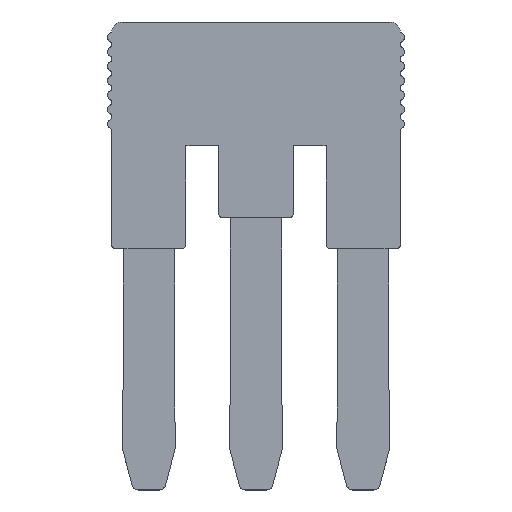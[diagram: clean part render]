
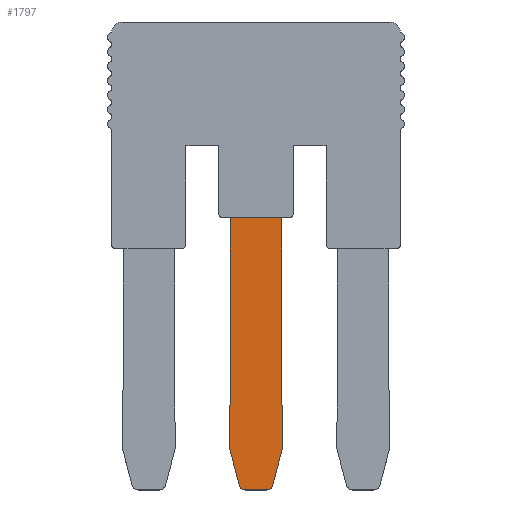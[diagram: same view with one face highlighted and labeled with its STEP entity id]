
A CAD part, top view. The second image highlights one B-rep face of the part: STEP entity #1797.
In plain terms, the highlighted planar face has unit normal (0, 0, 1).
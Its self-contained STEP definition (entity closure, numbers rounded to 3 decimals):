
#215=DIRECTION('',(1.,0.,0.));
#216=VECTOR('',#215,2.5);
#217=CARTESIAN_POINT('',(-1.25,-9.5,0.8));
#218=LINE('',#217,#216);
#473=DIRECTION('',(0.,1.,0.));
#474=VECTOR('',#473,8.144);
#475=CARTESIAN_POINT('',(-1.25,-17.644,0.8));
#476=LINE('',#475,#474);
#477=DIRECTION('',(0.,-1.,0.));
#478=VECTOR('',#477,8.144);
#479=CARTESIAN_POINT('',(1.25,-9.5,0.8));
#480=LINE('',#479,#478);
#781=DIRECTION('',(-0.012,1.,0.));
#782=VECTOR('',#781,2.557);
#783=CARTESIAN_POINT('',(1.28,-20.201,0.8));
#784=LINE('',#783,#782);
#793=DIRECTION('',(0.,1.,0.));
#794=VECTOR('',#793,0.5);
#795=CARTESIAN_POINT('',(1.28,-20.701,0.8));
#796=LINE('',#795,#794);
#805=DIRECTION('',(0.258,0.966,0.));
#806=VECTOR('',#805,1.84);
#807=CARTESIAN_POINT('',(0.806,-22.478,0.8));
#808=LINE('',#807,#806);
#818=CARTESIAN_POINT('',(0.516,-22.401,0.8));
#819=DIRECTION('',(0.,0.,1.));
#820=DIRECTION('',(0.,-1.,0.));
#821=AXIS2_PLACEMENT_3D('',#818,#819,#820);
#831=DIRECTION('',(1.,0.,0.));
#832=VECTOR('',#831,1.031);
#833=CARTESIAN_POINT('',(-0.516,-22.701,0.8));
#834=LINE('',#833,#832);
#844=CARTESIAN_POINT('',(-0.516,-22.401,0.8));
#845=DIRECTION('',(0.,0.,1.));
#846=DIRECTION('',(-0.966,-0.258,0.));
#847=AXIS2_PLACEMENT_3D('',#844,#845,#846);
#857=DIRECTION('',(0.258,-0.966,0.));
#858=VECTOR('',#857,1.84);
#859=CARTESIAN_POINT('',(-1.28,-20.701,0.8));
#860=LINE('',#859,#858);
#869=DIRECTION('',(0.,-1.,0.));
#870=VECTOR('',#869,0.5);
#871=CARTESIAN_POINT('',(-1.28,-20.201,0.8));
#872=LINE('',#871,#870);
#881=DIRECTION('',(-0.012,-1.,0.));
#882=VECTOR('',#881,2.557);
#883=CARTESIAN_POINT('',(-1.25,-17.644,0.8));
#884=LINE('',#883,#882);
#1325=CARTESIAN_POINT('',(-1.25,-17.644,0.8));
#1326=CARTESIAN_POINT('',(-1.28,-20.201,0.8));
#1327=VERTEX_POINT('',#1325);
#1328=VERTEX_POINT('',#1326);
#1331=CARTESIAN_POINT('',(-1.28,-20.701,0.8));
#1332=VERTEX_POINT('',#1331);
#1335=CARTESIAN_POINT('',(-0.806,-22.478,0.8));
#1336=VERTEX_POINT('',#1335);
#1339=CARTESIAN_POINT('',(-0.516,-22.701,0.8));
#1340=VERTEX_POINT('',#1339);
#1343=CARTESIAN_POINT('',(0.516,-22.701,0.8));
#1344=VERTEX_POINT('',#1343);
#1347=CARTESIAN_POINT('',(0.806,-22.478,0.8));
#1348=VERTEX_POINT('',#1347);
#1351=CARTESIAN_POINT('',(1.28,-20.701,0.8));
#1352=VERTEX_POINT('',#1351);
#1355=CARTESIAN_POINT('',(1.28,-20.201,0.8));
#1356=VERTEX_POINT('',#1355);
#1359=CARTESIAN_POINT('',(1.25,-17.644,0.8));
#1360=VERTEX_POINT('',#1359);
#1362=CARTESIAN_POINT('',(-1.25,-9.5,0.8));
#1364=VERTEX_POINT('',#1362);
#1366=CARTESIAN_POINT('',(1.25,-9.5,0.8));
#1368=VERTEX_POINT('',#1366);
#1767=CARTESIAN_POINT('',(7.5,-22.701,0.8));
#1768=DIRECTION('',(0.,0.,-1.));
#1769=DIRECTION('',(0.,1.,0.));
#1770=AXIS2_PLACEMENT_3D('',#1767,#1768,#1769);
#1771=PLANE('',#1770);
#1773=ORIENTED_EDGE('',*,*,#1772,.T.);
#1774=ORIENTED_EDGE('',*,*,#1487,.T.);
#1776=ORIENTED_EDGE('',*,*,#1775,.T.);
#1778=ORIENTED_EDGE('',*,*,#1777,.F.);
#1780=ORIENTED_EDGE('',*,*,#1779,.F.);
#1782=ORIENTED_EDGE('',*,*,#1781,.F.);
#1784=ORIENTED_EDGE('',*,*,#1783,.F.);
#1786=ORIENTED_EDGE('',*,*,#1785,.F.);
#1788=ORIENTED_EDGE('',*,*,#1787,.F.);
#1790=ORIENTED_EDGE('',*,*,#1789,.F.);
#1792=ORIENTED_EDGE('',*,*,#1791,.F.);
#1794=ORIENTED_EDGE('',*,*,#1793,.F.);
#1795=EDGE_LOOP('',(#1773,#1774,#1776,#1778,#1780,#1782,#1784,#1786,#1788,#1790,
#1792,#1794));
#1796=FACE_OUTER_BOUND('',#1795,.F.);
#1797=ADVANCED_FACE('',(#1796),#1771,.F.);
#822=CIRCLE('',#821,0.3);
#848=CIRCLE('',#847,0.3);
#1487=EDGE_CURVE('',#1364,#1368,#218,.T.);
#1772=EDGE_CURVE('',#1327,#1364,#476,.T.);
#1775=EDGE_CURVE('',#1368,#1360,#480,.T.);
#1777=EDGE_CURVE('',#1356,#1360,#784,.T.);
#1779=EDGE_CURVE('',#1352,#1356,#796,.T.);
#1781=EDGE_CURVE('',#1348,#1352,#808,.T.);
#1783=EDGE_CURVE('',#1344,#1348,#822,.T.);
#1785=EDGE_CURVE('',#1340,#1344,#834,.T.);
#1787=EDGE_CURVE('',#1336,#1340,#848,.T.);
#1789=EDGE_CURVE('',#1332,#1336,#860,.T.);
#1791=EDGE_CURVE('',#1328,#1332,#872,.T.);
#1793=EDGE_CURVE('',#1327,#1328,#884,.T.);
